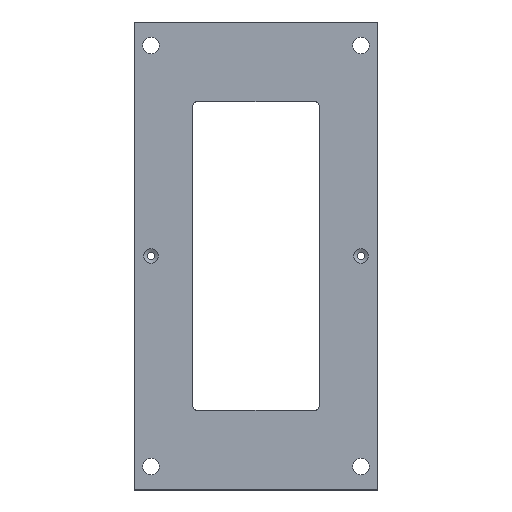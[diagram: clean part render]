
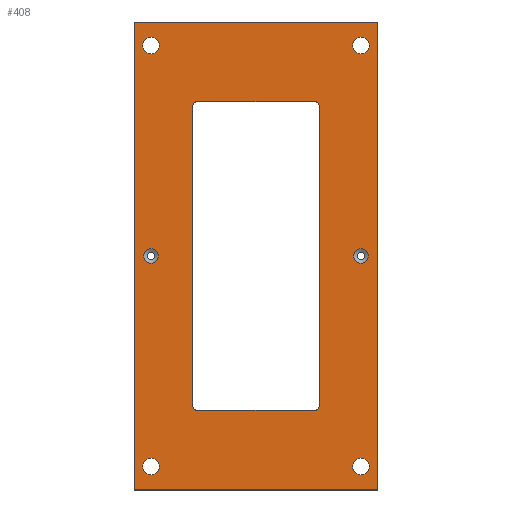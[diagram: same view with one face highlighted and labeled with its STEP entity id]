
A CAD part, top view. The second image highlights one B-rep face of the part: STEP entity #408.
In plain terms, the highlighted planar face has unit normal (0, 0, 1).
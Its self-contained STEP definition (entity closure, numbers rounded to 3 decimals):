
#23=CIRCLE('',#436,2.);
#25=CIRCLE('',#440,2.);
#27=CIRCLE('',#444,2.);
#29=CIRCLE('',#448,2.);
#30=CIRCLE('',#452,3.15);
#31=CIRCLE('',#453,3.15);
#32=CIRCLE('',#454,3.55);
#33=CIRCLE('',#455,3.55);
#34=CIRCLE('',#456,3.55);
#35=CIRCLE('',#457,3.55);
#102=ORIENTED_EDGE('',*,*,#190,.T.);
#103=ORIENTED_EDGE('',*,*,#191,.T.);
#104=ORIENTED_EDGE('',*,*,#192,.F.);
#105=ORIENTED_EDGE('',*,*,#193,.F.);
#106=ORIENTED_EDGE('',*,*,#194,.F.);
#107=ORIENTED_EDGE('',*,*,#195,.F.);
#108=ORIENTED_EDGE('',*,*,#166,.F.);
#109=ORIENTED_EDGE('',*,*,#170,.F.);
#110=ORIENTED_EDGE('',*,*,#173,.F.);
#111=ORIENTED_EDGE('',*,*,#176,.F.);
#112=ORIENTED_EDGE('',*,*,#179,.F.);
#113=ORIENTED_EDGE('',*,*,#182,.F.);
#114=ORIENTED_EDGE('',*,*,#185,.F.);
#115=ORIENTED_EDGE('',*,*,#187,.F.);
#116=ORIENTED_EDGE('',*,*,#156,.T.);
#117=ORIENTED_EDGE('',*,*,#160,.T.);
#118=ORIENTED_EDGE('',*,*,#163,.T.);
#119=ORIENTED_EDGE('',*,*,#189,.T.);
#156=EDGE_CURVE('',#207,#206,#244,.T.);
#160=EDGE_CURVE('',#206,#209,#248,.T.);
#163=EDGE_CURVE('',#209,#211,#251,.T.);
#166=EDGE_CURVE('',#214,#215,#23,.T.);
#170=EDGE_CURVE('',#217,#214,#256,.T.);
#173=EDGE_CURVE('',#219,#217,#25,.T.);
#176=EDGE_CURVE('',#221,#219,#260,.T.);
#179=EDGE_CURVE('',#223,#221,#27,.T.);
#182=EDGE_CURVE('',#225,#223,#264,.T.);
#185=EDGE_CURVE('',#227,#225,#29,.T.);
#187=EDGE_CURVE('',#215,#227,#267,.T.);
#189=EDGE_CURVE('',#211,#207,#269,.T.);
#190=EDGE_CURVE('',#228,#228,#30,.T.);
#191=EDGE_CURVE('',#229,#229,#31,.T.);
#192=EDGE_CURVE('',#230,#230,#32,.T.);
#193=EDGE_CURVE('',#231,#231,#33,.T.);
#194=EDGE_CURVE('',#232,#232,#34,.T.);
#195=EDGE_CURVE('',#233,#233,#35,.T.);
#206=VERTEX_POINT('',#599);
#207=VERTEX_POINT('',#601);
#209=VERTEX_POINT('',#607);
#211=VERTEX_POINT('',#613);
#214=VERTEX_POINT('',#620);
#215=VERTEX_POINT('',#622);
#217=VERTEX_POINT('',#628);
#219=VERTEX_POINT('',#634);
#221=VERTEX_POINT('',#640);
#223=VERTEX_POINT('',#646);
#225=VERTEX_POINT('',#652);
#227=VERTEX_POINT('',#658);
#228=VERTEX_POINT('',#668);
#229=VERTEX_POINT('',#670);
#230=VERTEX_POINT('',#672);
#231=VERTEX_POINT('',#674);
#232=VERTEX_POINT('',#676);
#233=VERTEX_POINT('',#678);
#244=LINE('',#600,#272);
#248=LINE('',#608,#276);
#251=LINE('',#614,#279);
#256=LINE('',#629,#284);
#260=LINE('',#641,#288);
#264=LINE('',#653,#292);
#267=LINE('',#662,#295);
#269=LINE('',#665,#297);
#272=VECTOR('',#481,1000.);
#276=VECTOR('',#487,1000.);
#279=VECTOR('',#492,1000.);
#284=VECTOR('',#505,1000.);
#288=VECTOR('',#517,1000.);
#292=VECTOR('',#529,1000.);
#295=VECTOR('',#540,1000.);
#297=VECTOR('',#544,1000.);
#310=EDGE_LOOP('',(#102));
#311=EDGE_LOOP('',(#103));
#312=EDGE_LOOP('',(#104));
#313=EDGE_LOOP('',(#105));
#314=EDGE_LOOP('',(#106));
#315=EDGE_LOOP('',(#107));
#316=EDGE_LOOP('',(#108,#109,#110,#111,#112,#113,#114,#115));
#317=EDGE_LOOP('',(#116,#117,#118,#119));
#354=FACE_BOUND('',#310,.T.);
#355=FACE_BOUND('',#311,.T.);
#356=FACE_BOUND('',#312,.T.);
#357=FACE_BOUND('',#313,.T.);
#358=FACE_BOUND('',#314,.T.);
#359=FACE_BOUND('',#315,.T.);
#360=FACE_BOUND('',#316,.T.);
#361=FACE_BOUND('',#317,.T.);
#394=PLANE('',#451);
#408=ADVANCED_FACE('',(#354,#355,#356,#357,#358,#359,#360,#361),#394,.T.);
#436=AXIS2_PLACEMENT_3D('',#621,#498,#499);
#440=AXIS2_PLACEMENT_3D('',#635,#511,#512);
#444=AXIS2_PLACEMENT_3D('',#647,#523,#524);
#448=AXIS2_PLACEMENT_3D('',#659,#535,#536);
#451=AXIS2_PLACEMENT_3D('',#666,#545,#546);
#452=AXIS2_PLACEMENT_3D('',#667,#547,#548);
#453=AXIS2_PLACEMENT_3D('',#669,#549,#550);
#454=AXIS2_PLACEMENT_3D('',#671,#551,#552);
#455=AXIS2_PLACEMENT_3D('',#673,#553,#554);
#456=AXIS2_PLACEMENT_3D('',#675,#555,#556);
#457=AXIS2_PLACEMENT_3D('',#677,#557,#558);
#481=DIRECTION('',(0.,-1.,0.));
#487=DIRECTION('',(1.,0.,0.));
#492=DIRECTION('',(0.,1.,0.));
#498=DIRECTION('',(0.,0.,1.));
#499=DIRECTION('',(1.,0.,0.));
#505=DIRECTION('',(0.,-1.,0.));
#511=DIRECTION('',(0.,0.,1.));
#512=DIRECTION('',(1.,0.,0.));
#517=DIRECTION('',(-1.,0.,0.));
#523=DIRECTION('',(0.,0.,1.));
#524=DIRECTION('',(1.,0.,0.));
#529=DIRECTION('',(0.,1.,0.));
#535=DIRECTION('',(0.,0.,1.));
#536=DIRECTION('',(-1.,0.,0.));
#540=DIRECTION('',(1.,0.,0.));
#544=DIRECTION('',(-1.,0.,0.));
#545=DIRECTION('',(0.,0.,1.));
#546=DIRECTION('',(1.,0.,0.));
#547=DIRECTION('',(0.,0.,-1.));
#548=DIRECTION('',(0.,1.,0.));
#549=DIRECTION('',(0.,0.,-1.));
#550=DIRECTION('',(0.,1.,0.));
#551=DIRECTION('',(0.,0.,1.));
#552=DIRECTION('',(1.,0.,0.));
#553=DIRECTION('',(0.,0.,1.));
#554=DIRECTION('',(1.,0.,0.));
#555=DIRECTION('',(0.,0.,1.));
#556=DIRECTION('',(1.,0.,0.));
#557=DIRECTION('',(0.,0.,1.));
#558=DIRECTION('',(1.,0.,0.));
#599=CARTESIAN_POINT('',(-52.,-100.,2.5));
#600=CARTESIAN_POINT('',(-52.,100.,2.5));
#601=CARTESIAN_POINT('',(-52.,100.,2.5));
#607=CARTESIAN_POINT('',(52.,-100.,2.5));
#608=CARTESIAN_POINT('',(-52.,-100.,2.5));
#613=CARTESIAN_POINT('',(52.,100.,2.5));
#614=CARTESIAN_POINT('',(52.,-100.,2.5));
#620=CARTESIAN_POINT('',(-27.,-64.,2.5));
#621=CARTESIAN_POINT('',(-25.,-64.,2.5));
#622=CARTESIAN_POINT('',(-25.,-66.,2.5));
#628=CARTESIAN_POINT('',(-27.,64.,2.5));
#629=CARTESIAN_POINT('',(-27.,66.,2.5));
#634=CARTESIAN_POINT('',(-25.,66.,2.5));
#635=CARTESIAN_POINT('',(-25.,64.,2.5));
#640=CARTESIAN_POINT('',(25.,66.,2.5));
#641=CARTESIAN_POINT('',(27.,66.,2.5));
#646=CARTESIAN_POINT('',(27.,64.,2.5));
#647=CARTESIAN_POINT('',(25.,64.,2.5));
#652=CARTESIAN_POINT('',(27.,-64.,2.5));
#653=CARTESIAN_POINT('',(27.,-66.,2.5));
#658=CARTESIAN_POINT('',(25.,-66.,2.5));
#659=CARTESIAN_POINT('',(25.,-64.,2.5));
#662=CARTESIAN_POINT('',(-27.,-66.,2.5));
#665=CARTESIAN_POINT('',(52.,100.,2.5));
#666=CARTESIAN_POINT('',(0.,0.,2.5));
#667=CARTESIAN_POINT('',(-44.9,0.,2.5));
#668=CARTESIAN_POINT('',(-44.9,3.15,2.5));
#669=CARTESIAN_POINT('',(44.9,0.,2.5));
#670=CARTESIAN_POINT('',(44.9,3.15,2.5));
#671=CARTESIAN_POINT('',(-44.9,-90.,2.5));
#672=CARTESIAN_POINT('',(-41.35,-90.,2.5));
#673=CARTESIAN_POINT('',(44.9,-90.,2.5));
#674=CARTESIAN_POINT('',(48.45,-90.,2.5));
#675=CARTESIAN_POINT('',(44.9,90.,2.5));
#676=CARTESIAN_POINT('',(48.45,90.,2.5));
#677=CARTESIAN_POINT('',(-44.9,90.,2.5));
#678=CARTESIAN_POINT('',(-41.35,90.,2.5));
